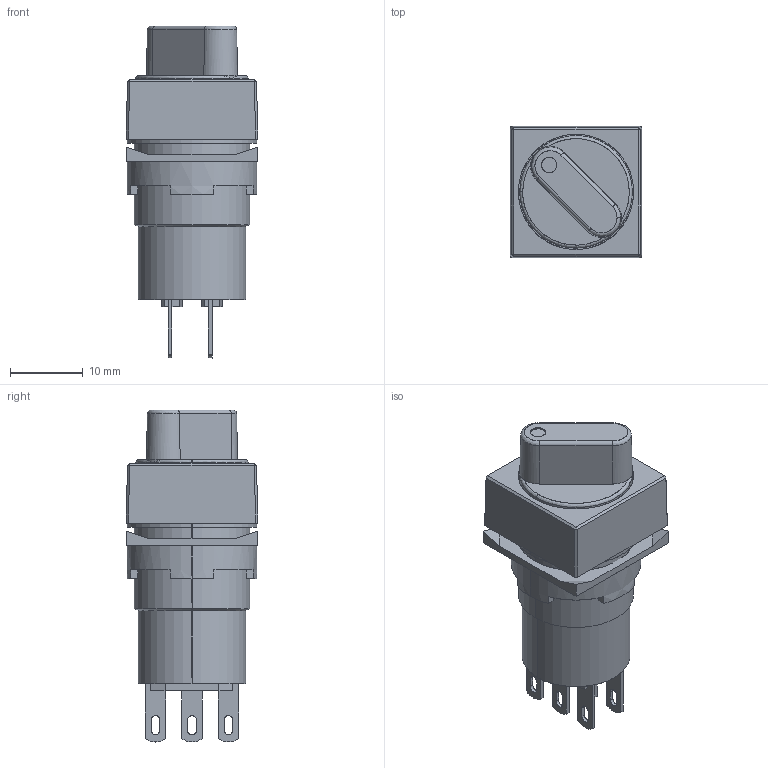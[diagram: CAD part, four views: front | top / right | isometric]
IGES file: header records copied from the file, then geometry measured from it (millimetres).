
Start section: SolidWorks IGES file using analytic representation for surfaces
Global section: file name: 23_AS6Q-[2][3]$Yx(P).IGS; native system: SolidWorks 2019; preprocessor: SolidWorks 2019; author: 1003660; date: 210326.151557; units: millimetre
Bounding box: 18 x 18 x 45.5 mm (x, y, z)
Surface area: 4224 mm2 (no closed solid volume)
Topology: 0 solids, 0 shells, 175 faces, 1635 edges, 1635 vertices
Faces by surface type: bspline 126, revolution 49
